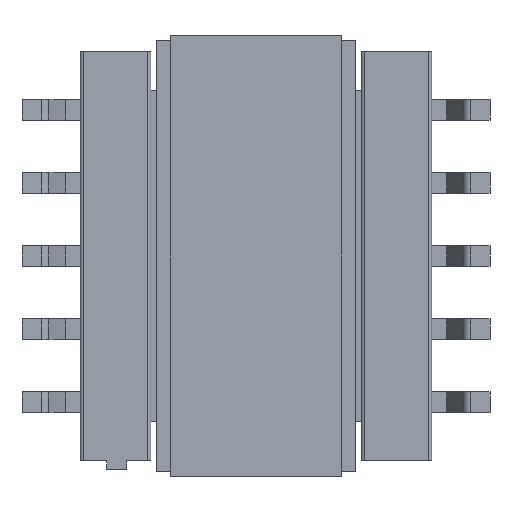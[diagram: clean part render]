
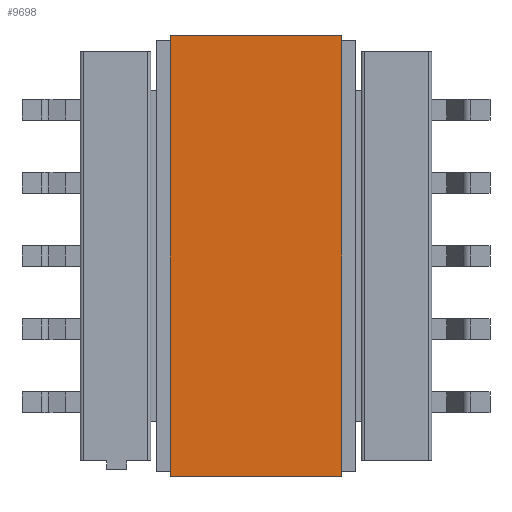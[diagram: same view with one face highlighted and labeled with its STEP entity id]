
A CAD part, front view. The second image highlights one B-rep face of the part: STEP entity #9698.
In plain terms, the highlighted face is planar.
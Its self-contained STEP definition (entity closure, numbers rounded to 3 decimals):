
#119 = AXIS2_PLACEMENT_3D ( 'NONE', #6587, #7464, #6659 ) ;
#285 = FACE_OUTER_BOUND ( 'NONE', #3097, .T. ) ;
#617 = VERTEX_POINT ( 'NONE', #7128 ) ;
#1063 = VERTEX_POINT ( 'NONE', #5323 ) ;
#1183 = PLANE ( 'NONE',  #119 ) ;
#1712 = ORIENTED_EDGE ( 'NONE', *, *, #8332, .F. ) ;
#1745 = VERTEX_POINT ( 'NONE', #7928 ) ;
#2354 = VECTOR ( 'NONE', #6512, 1000. ) ;
#2365 = EDGE_CURVE ( 'NONE', #1063, #1745, #4486, .T. ) ;
#3057 = VERTEX_POINT ( 'NONE', #8157 ) ;
#3097 = EDGE_LOOP ( 'NONE', ( #6946, #1712, #6571, #6879 ) ) ;
#3389 = CARTESIAN_POINT ( 'NONE',  ( 3.26, 7.535, -5.86 ) ) ;
#3602 = VECTOR ( 'NONE', #8852, 1000. ) ;
#3942 = DIRECTION ( 'NONE',  ( 0., 0., 1. ) ) ;
#4127 = CARTESIAN_POINT ( 'NONE',  ( 3.26, -7.535, -5.86 ) ) ;
#4467 = LINE ( 'NONE', #4127, #2354 ) ;
#4486 = LINE ( 'NONE', #5720, #3602 ) ;
#5323 = CARTESIAN_POINT ( 'NONE',  ( 3.26, -7.535, 0. ) ) ;
#5479 = CARTESIAN_POINT ( 'NONE',  ( 3.26, 7.535, -5.86 ) ) ;
#5720 = CARTESIAN_POINT ( 'NONE',  ( 3.26, 7.535, 0. ) ) ;
#5787 = DIRECTION ( 'NONE',  ( 0., 1., 0. ) ) ;
#6213 = EDGE_CURVE ( 'NONE', #617, #1745, #7744, .T. ) ;
#6512 = DIRECTION ( 'NONE',  ( 0., 0., 1. ) ) ;
#6571 = ORIENTED_EDGE ( 'NONE', *, *, #10077, .T. ) ;
#6587 = CARTESIAN_POINT ( 'NONE',  ( 3.26, 7.535, -5.86 ) ) ;
#6659 = DIRECTION ( 'NONE',  ( 0., 1., 0. ) ) ;
#6833 = LINE ( 'NONE', #3389, #9934 ) ;
#6879 = ORIENTED_EDGE ( 'NONE', *, *, #6213, .T. ) ;
#6946 = ORIENTED_EDGE ( 'NONE', *, *, #2365, .F. ) ;
#7128 = CARTESIAN_POINT ( 'NONE',  ( 3.26, 7.535, -5.86 ) ) ;
#7464 = DIRECTION ( 'NONE',  ( 1., 0., 0. ) ) ;
#7744 = LINE ( 'NONE', #5479, #9135 ) ;
#7928 = CARTESIAN_POINT ( 'NONE',  ( 3.26, 7.535, 0. ) ) ;
#8157 = CARTESIAN_POINT ( 'NONE',  ( 3.26, -7.535, -5.86 ) ) ;
#8332 = EDGE_CURVE ( 'NONE', #3057, #1063, #4467, .T. ) ;
#8852 = DIRECTION ( 'NONE',  ( 0., 1., 0. ) ) ;
#9135 = VECTOR ( 'NONE', #3942, 1000. ) ;
#9698 = ADVANCED_FACE ( 'NONE', ( #285 ), #1183, .T. ) ;
#9934 = VECTOR ( 'NONE', #5787, 1000. ) ;
#10077 = EDGE_CURVE ( 'NONE', #3057, #617, #6833, .T. ) ;
